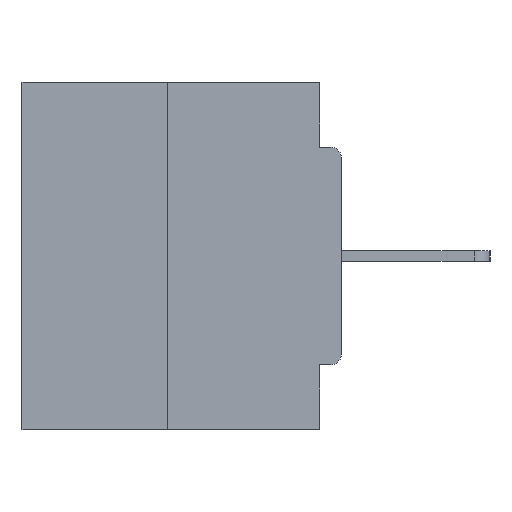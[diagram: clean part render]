
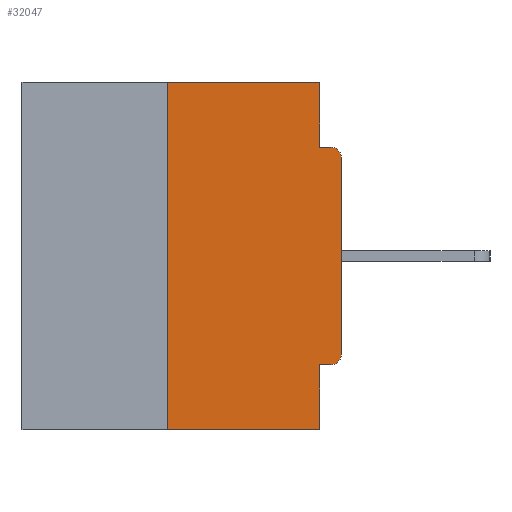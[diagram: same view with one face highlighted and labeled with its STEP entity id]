
A CAD part, left-side view. The second image highlights one B-rep face of the part: STEP entity #32047.
In plain terms, the highlighted planar face has unit normal (-1, 0, 0).
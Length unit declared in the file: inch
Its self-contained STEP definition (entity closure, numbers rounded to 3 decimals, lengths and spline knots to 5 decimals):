
#20 = VERTEX_POINT ( 'NONE', #2130 ) ;
#158 = VERTEX_POINT ( 'NONE', #11250 ) ;
#183 = DIRECTION ( 'NONE',  ( 1., 0., 0. ) ) ;
#994 = CARTESIAN_POINT ( 'NONE',  ( 0., 0.015, -0.4065 ) ) ;
#1039 = ORIENTED_EDGE ( 'NONE', *, *, #7396, .T. ) ;
#1303 = CIRCLE ( 'NONE', #15088, 0.015 ) ;
#1421 = CARTESIAN_POINT ( 'NONE',  ( 0., 0., 0. ) ) ;
#1579 = DIRECTION ( 'NONE',  ( 0., -1., 0. ) ) ;
#1590 = DIRECTION ( 'NONE',  ( 0., 0., 1. ) ) ;
#1624 = CARTESIAN_POINT ( 'NONE',  ( 0., 0.031, -0.4065 ) ) ;
#1941 = CARTESIAN_POINT ( 'NONE',  ( 0., 0.46, 0. ) ) ;
#2130 = CARTESIAN_POINT ( 'NONE',  ( 0., 0.031, -0.5 ) ) ;
#2760 = DIRECTION ( 'NONE',  ( -1., 0., 0. ) ) ;
#3029 = VERTEX_POINT ( 'NONE', #16844 ) ;
#3042 = CARTESIAN_POINT ( 'NONE',  ( 0., 0.46, 0. ) ) ;
#3116 = LINE ( 'NONE', #13550, #13194 ) ;
#3542 = AXIS2_PLACEMENT_3D ( 'NONE', #3042, #183, #22621 ) ;
#5272 = ORIENTED_EDGE ( 'NONE', *, *, #20295, .T. ) ;
#6626 = LINE ( 'NONE', #1421, #21739 ) ;
#6777 = ORIENTED_EDGE ( 'NONE', *, *, #7800, .T. ) ;
#6967 = ORIENTED_EDGE ( 'NONE', *, *, #17586, .F. ) ;
#7305 = DIRECTION ( 'NONE',  ( 0., 0., -1. ) ) ;
#7396 = EDGE_CURVE ( 'NONE', #3029, #20, #17994, .T. ) ;
#7580 = CIRCLE ( 'NONE', #13879, 0.015 ) ;
#7800 = EDGE_CURVE ( 'NONE', #26831, #34378, #6626, .T. ) ;
#8620 = ORIENTED_EDGE ( 'NONE', *, *, #16557, .F. ) ;
#9233 = ORIENTED_EDGE ( 'NONE', *, *, #25052, .F. ) ;
#9311 = ORIENTED_EDGE ( 'NONE', *, *, #16726, .F. ) ;
#11250 = CARTESIAN_POINT ( 'NONE',  ( 0., 0.031, 0. ) ) ;
#11956 = VECTOR ( 'NONE', #31845, 39.37008 ) ;
#12890 = CARTESIAN_POINT ( 'NONE',  ( 0., 0.031, -0.5 ) ) ;
#13194 = VECTOR ( 'NONE', #25216, 39.37008 ) ;
#13550 = CARTESIAN_POINT ( 'NONE',  ( 0., 0., -0.4065 ) ) ;
#13879 = AXIS2_PLACEMENT_3D ( 'NONE', #24683, #2760, #16594 ) ;
#14064 = VERTEX_POINT ( 'NONE', #27103 ) ;
#14096 = VECTOR ( 'NONE', #7305, 39.37008 ) ;
#14179 = FACE_OUTER_BOUND ( 'NONE', #31328, .T. ) ;
#14396 = DIRECTION ( 'NONE',  ( -1., 0., 0. ) ) ;
#14892 = EDGE_CURVE ( 'NONE', #3029, #14064, #15882, .T. ) ;
#15088 = AXIS2_PLACEMENT_3D ( 'NONE', #17449, #14396, #25358 ) ;
#15882 = LINE ( 'NONE', #34246, #27067 ) ;
#16073 = VERTEX_POINT ( 'NONE', #994 ) ;
#16557 = EDGE_CURVE ( 'NONE', #24890, #34959, #26460, .T. ) ;
#16594 = DIRECTION ( 'NONE',  ( 0., 0., -1. ) ) ;
#16647 = VECTOR ( 'NONE', #1579, 39.37008 ) ;
#16726 = EDGE_CURVE ( 'NONE', #158, #24890, #27690, .T. ) ;
#16844 = CARTESIAN_POINT ( 'NONE',  ( 0., 0.25, -0.5 ) ) ;
#17449 = CARTESIAN_POINT ( 'NONE',  ( 0., 0.015, -0.3915 ) ) ;
#17586 = EDGE_CURVE ( 'NONE', #16073, #20441, #3116, .T. ) ;
#17829 = DIRECTION ( 'NONE',  ( 0., -1., 0. ) ) ;
#17994 = LINE ( 'NONE', #20332, #11956 ) ;
#18873 = DIRECTION ( 'NONE',  ( 0., 0., -1. ) ) ;
#19662 = EDGE_CURVE ( 'NONE', #34378, #34959, #7580, .T. ) ;
#20295 = EDGE_CURVE ( 'NONE', #16073, #26831, #1303, .T. ) ;
#20332 = CARTESIAN_POINT ( 'NONE',  ( 0., 0.46, -0.5 ) ) ;
#20441 = VERTEX_POINT ( 'NONE', #1624 ) ;
#20731 = DIRECTION ( 'NONE',  ( 0., 0., 1. ) ) ;
#20986 = LINE ( 'NONE', #1941, #16647 ) ;
#21408 = CARTESIAN_POINT ( 'NONE',  ( 0., 0.031, 0. ) ) ;
#21739 = VECTOR ( 'NONE', #1590, 39.37008 ) ;
#22621 = DIRECTION ( 'NONE',  ( 0., 0., -1. ) ) ;
#24683 = CARTESIAN_POINT ( 'NONE',  ( 0., 0.015, -0.1085 ) ) ;
#24777 = CARTESIAN_POINT ( 'NONE',  ( 0., 0., -0.3915 ) ) ;
#24890 = VERTEX_POINT ( 'NONE', #31059 ) ;
#25050 = ORIENTED_EDGE ( 'NONE', *, *, #19662, .T. ) ;
#25052 = EDGE_CURVE ( 'NONE', #20441, #20, #26198, .T. ) ;
#25216 = DIRECTION ( 'NONE',  ( 0., 1., 0. ) ) ;
#25358 = DIRECTION ( 'NONE',  ( 0., 0., -1. ) ) ;
#26198 = LINE ( 'NONE', #12890, #14096 ) ;
#26460 = LINE ( 'NONE', #32213, #33479 ) ;
#26769 = ORIENTED_EDGE ( 'NONE', *, *, #30501, .F. ) ;
#26831 = VERTEX_POINT ( 'NONE', #24777 ) ;
#27067 = VECTOR ( 'NONE', #20731, 39.37008 ) ;
#27103 = CARTESIAN_POINT ( 'NONE',  ( 0., 0.25, 0. ) ) ;
#27690 = LINE ( 'NONE', #21408, #30045 ) ;
#28020 = PLANE ( 'NONE',  #3542 ) ;
#30045 = VECTOR ( 'NONE', #18873, 39.37008 ) ;
#30171 = ORIENTED_EDGE ( 'NONE', *, *, #14892, .F. ) ;
#30501 = EDGE_CURVE ( 'NONE', #14064, #158, #20986, .T. ) ;
#31059 = CARTESIAN_POINT ( 'NONE',  ( 0., 0.031, -0.0935 ) ) ;
#31328 = EDGE_LOOP ( 'NONE', ( #26769, #30171, #1039, #9233, #6967, #5272, #6777, #25050, #8620, #9311 ) ) ;
#31845 = DIRECTION ( 'NONE',  ( 0., -1., 0. ) ) ;
#32047 = ADVANCED_FACE ( 'NONE', ( #14179 ), #28020, .F. ) ;
#32065 = CARTESIAN_POINT ( 'NONE',  ( 0., 0., -0.1085 ) ) ;
#32213 = CARTESIAN_POINT ( 'NONE',  ( 0., 0., -0.0935 ) ) ;
#32679 = CARTESIAN_POINT ( 'NONE',  ( 0., 0.015, -0.0935 ) ) ;
#33479 = VECTOR ( 'NONE', #17829, 39.37008 ) ;
#34246 = CARTESIAN_POINT ( 'NONE',  ( 0., 0.25, 0. ) ) ;
#34378 = VERTEX_POINT ( 'NONE', #32065 ) ;
#34959 = VERTEX_POINT ( 'NONE', #32679 ) ;
